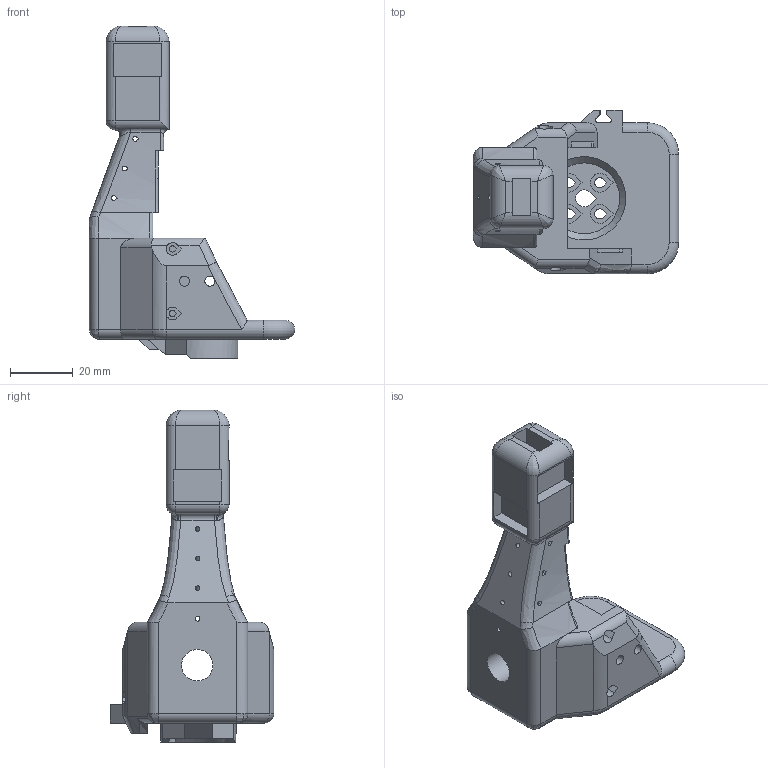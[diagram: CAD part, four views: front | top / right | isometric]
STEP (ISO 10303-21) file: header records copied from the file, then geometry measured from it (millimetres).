
FILE_DESCRIPTION(/* description */ ('STEP AP242','CAx-IF Rec.Pracs.---Representation and Presentation of Product Manufacturing Information (PMI)---4.0---2014-10-13','CAx-IF Rec.Pracs.---3D Tessellated Geometry---0.4---2014-09-14','2;1'),/* implementation_level */ '2;1');
FILE_NAME(/* name */ '684e03a91d42124c0030e8cd',/* time_stamp */ '2025-06-14T23:20:10Z',/* author */ (''),/* organization */ (''),/* preprocessor_version */ 'ST-DEVELOPER v20',/* originating_system */ 'ONSHAPE BY PTC INC, 1.199',/* authorisation */ ' ');
FILE_SCHEMA (('AP242_MANAGED_MODEL_BASED_3D_ENGINEERING_MIM_LF { 1 0 10303 442 1 1 4 }'));
Length unit declared in the file: metre
Products named in the file (1): Wrist_Roll_Follower_SO101 v1
Bounding box: 65.2 x 52 x 105.43 mm (x, y, z)
Volume: 62321.8 mm3; surface area: 21117.8 mm2
Topology: 1 solids, 1 shells, 272 faces, 741 edges, 470 vertices
Faces by surface type: plane 155, cylinder 68, bspline 40, torus 5, cone 2, sphere 2
Full cylindrical faces by diameter (mm): 1.5 x4, 3.2 x2, 10 x1
Entity records: 10815 total; most frequent: CARTESIAN_POINT 4157, ORIENTED_EDGE 1442, DIRECTION 1260, EDGE_CURVE 721, VERTEX_POINT 466, LINE 446, VECTOR 446, AXIS2_PLACEMENT_3D 407
